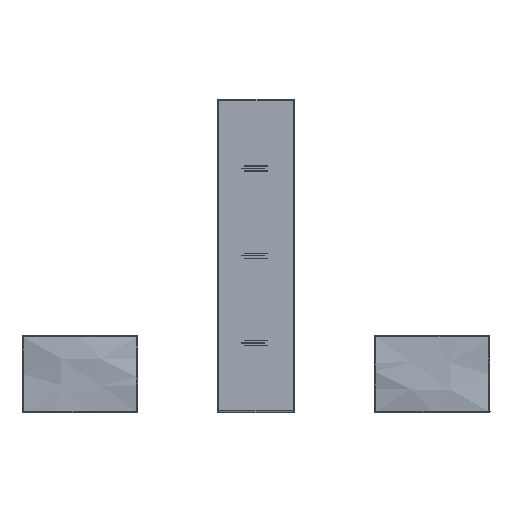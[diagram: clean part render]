
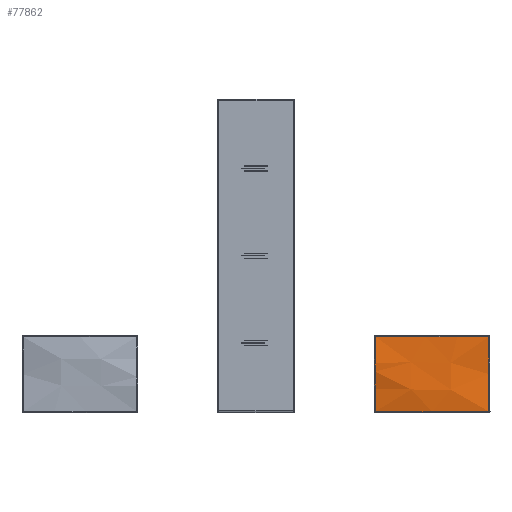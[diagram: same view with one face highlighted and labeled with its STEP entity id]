
A CAD part, top view. The second image highlights one B-rep face of the part: STEP entity #77862.
In plain terms, the highlighted free-form (B-spline) face has degree [3, 3] with [6, 6] control points.
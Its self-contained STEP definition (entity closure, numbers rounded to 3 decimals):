
#16833=B_SPLINE_SURFACE_WITH_KNOTS('',3,3,((#156036,#156037,#156038,#156039,
#156040,#156041),(#156042,#156043,#156044,#156045,#156046,#156047),(#156048,
#156049,#156050,#156051,#156052,#156053),(#156054,#156055,#156056,#156057,
#156058,#156059),(#156060,#156061,#156062,#156063,#156064,#156065),(#156066,
#156067,#156068,#156069,#156070,#156071)),.UNSPECIFIED.,.F.,.F.,.F.,(4,
1,1,4),(4,1,1,4),(0.,1.617,3.233,4.85),
(0.,2.483,4.967,7.45),.UNSPECIFIED.);
#21458=FACE_OUTER_BOUND('',#26117,.T.);
#26117=EDGE_LOOP('',(#67092,#67093,#67094,#67095));
#27845=B_SPLINE_CURVE_WITH_KNOTS('',3,(#155823,#155824,#155825,#155826,
#155827,#155828,#155829,#155830,#155831,#155832,#155833),.UNSPECIFIED.,
 .F.,.F.,(4,1,1,2,1,2,4),(-4.874,-4.366,-3.858,
-3.18,-2.477,-1.423,0.),.UNSPECIFIED.);
#27846=B_SPLINE_CURVE_WITH_KNOTS('',3,(#155878,#155879,#155880,#155881,
#155882,#155883,#155884,#155885),.UNSPECIFIED.,.F.,.F.,(4,2,2,4),(-7.362,
-4.888,-2.335,0.),.UNSPECIFIED.);
#27848=B_SPLINE_CURVE_WITH_KNOTS('',3,(#155951,#155952,#155953,#155954,
#155955,#155956,#155957,#155958,#155959,#155960),.UNSPECIFIED.,.F.,.F.,
(4,2,1,2,1,4),(-4.889,-3.442,-2.372,-1.658,
-0.663,0.),.UNSPECIFIED.);
#27850=B_SPLINE_CURVE_WITH_KNOTS('',3,(#156020,#156021,#156022,#156023,
#156024,#156025,#156026,#156027,#156028),.UNSPECIFIED.,.F.,.F.,(4,2,2,1,
4),(-7.363,-5.071,-2.48,-0.992,
0.),.UNSPECIFIED.);
#34933=VERTEX_POINT('',#155820);
#34934=VERTEX_POINT('',#155822);
#34936=VERTEX_POINT('',#155877);
#34939=VERTEX_POINT('',#155950);
#45662=EDGE_CURVE('',#34933,#34934,#27845,.T.);
#45665=EDGE_CURVE('',#34934,#34936,#27846,.T.);
#45670=EDGE_CURVE('',#34936,#34939,#27848,.T.);
#45675=EDGE_CURVE('',#34939,#34933,#27850,.T.);
#67092=ORIENTED_EDGE('',*,*,#45662,.F.);
#67093=ORIENTED_EDGE('',*,*,#45675,.F.);
#67094=ORIENTED_EDGE('',*,*,#45670,.F.);
#67095=ORIENTED_EDGE('',*,*,#45665,.F.);
#77862=ADVANCED_FACE('',(#21458),#16833,.T.);
#155820=CARTESIAN_POINT('',(-160.19,36.819,1.656));
#155822=CARTESIAN_POINT('',(-160.214,35.96,-46.788));
#155823=CARTESIAN_POINT('Ctrl Pts',(-160.19,36.819,
1.656));
#155824=CARTESIAN_POINT('Ctrl Pts',(-160.193,36.704,
-0.057));
#155825=CARTESIAN_POINT('Ctrl Pts',(-160.199,36.317,
-3.447));
#155826=CARTESIAN_POINT('Ctrl Pts',(-160.212,35.51,
-9.043));
#155827=CARTESIAN_POINT('Ctrl Pts',(-160.221,34.962,
-12.942));
#155828=CARTESIAN_POINT('Ctrl Pts',(-160.23,34.487,
-17.483));
#155829=CARTESIAN_POINT('Ctrl Pts',(-160.239,34.113,-23.286));
#155830=CARTESIAN_POINT('Ctrl Pts',(-160.238,34.395,
-29.101));
#155831=CARTESIAN_POINT('Ctrl Pts',(-160.228,35.117,
-37.288));
#155832=CARTESIAN_POINT('Ctrl Pts',(-160.216,35.765,
-42.003));
#155833=CARTESIAN_POINT('Ctrl Pts',(-160.214,35.96,
-46.788));
#155877=CARTESIAN_POINT('',(-86.667,35.982,-46.834));
#155878=CARTESIAN_POINT('Ctrl Pts',(-160.214,35.96,
-46.788));
#155879=CARTESIAN_POINT('Ctrl Pts',(-152.009,36.086,
-46.798));
#155880=CARTESIAN_POINT('Ctrl Pts',(-143.79,36.902,
-46.837));
#155881=CARTESIAN_POINT('Ctrl Pts',(-127.019,37.779,-46.889));
#155882=CARTESIAN_POINT('Ctrl Pts',(-118.467,37.82,
-46.904));
#155883=CARTESIAN_POINT('Ctrl Pts',(-102.153,36.938,
-46.876));
#155884=CARTESIAN_POINT('Ctrl Pts',(-94.406,36.121,
-46.837));
#155885=CARTESIAN_POINT('Ctrl Pts',(-86.667,35.982,-46.834));
#155950=CARTESIAN_POINT('',(-86.657,36.125,1.735));
#155951=CARTESIAN_POINT('Ctrl Pts',(-86.667,35.982,-46.834));
#155952=CARTESIAN_POINT('Ctrl Pts',(-86.659,35.858,
-41.989));
#155953=CARTESIAN_POINT('Ctrl Pts',(-86.642,35.516,
-37.194));
#155954=CARTESIAN_POINT('Ctrl Pts',(-86.648,36.401,
-28.978));
#155955=CARTESIAN_POINT('Ctrl Pts',(-86.668,37.773,
-23.208));
#155956=CARTESIAN_POINT('Ctrl Pts',(-86.684,38.361,
-17.163));
#155957=CARTESIAN_POINT('Ctrl Pts',(-86.686,38.198,
-11.334));
#155958=CARTESIAN_POINT('Ctrl Pts',(-86.674,37.247,-5.838));
#155959=CARTESIAN_POINT('Ctrl Pts',(-86.661,36.324,-0.426));
#155960=CARTESIAN_POINT('Ctrl Pts',(-86.657,36.125,
1.735));
#156020=CARTESIAN_POINT('Ctrl Pts',(-86.657,36.125,
1.735));
#156021=CARTESIAN_POINT('Ctrl Pts',(-94.299,36.119,
1.734));
#156022=CARTESIAN_POINT('Ctrl Pts',(-101.931,36.105,
1.708));
#156023=CARTESIAN_POINT('Ctrl Pts',(-118.107,37.135,
1.683));
#156024=CARTESIAN_POINT('Ctrl Pts',(-126.72,38.25,
1.686));
#156025=CARTESIAN_POINT('Ctrl Pts',(-140.422,38.122,
1.676));
#156026=CARTESIAN_POINT('Ctrl Pts',(-148.686,37.464,
1.665));
#156027=CARTESIAN_POINT('Ctrl Pts',(-156.908,36.891,
1.656));
#156028=CARTESIAN_POINT('Ctrl Pts',(-160.19,36.819,
1.656));
#156036=CARTESIAN_POINT('Ctrl Pts',(-162.078,36.,-49.288));
#156037=CARTESIAN_POINT('Ctrl Pts',(-153.801,36.,-49.288));
#156038=CARTESIAN_POINT('Ctrl Pts',(-134.965,37.674,-49.293));
#156039=CARTESIAN_POINT('Ctrl Pts',(-110.131,37.674,-49.293));
#156040=CARTESIAN_POINT('Ctrl Pts',(-92.825,36.,-49.326));
#156041=CARTESIAN_POINT('Ctrl Pts',(-84.547,36.,-49.326));
#156042=CARTESIAN_POINT('Ctrl Pts',(-162.078,36.,-43.899));
#156043=CARTESIAN_POINT('Ctrl Pts',(-153.801,36.,-43.899));
#156044=CARTESIAN_POINT('Ctrl Pts',(-134.965,37.674,-43.904));
#156045=CARTESIAN_POINT('Ctrl Pts',(-110.131,37.674,-43.904));
#156046=CARTESIAN_POINT('Ctrl Pts',(-92.825,36.,-43.937));
#156047=CARTESIAN_POINT('Ctrl Pts',(-84.547,36.,-43.937));
#156048=CARTESIAN_POINT('Ctrl Pts',(-162.078,34.322,-32.408));
#156049=CARTESIAN_POINT('Ctrl Pts',(-153.801,34.322,-32.408));
#156050=CARTESIAN_POINT('Ctrl Pts',(-134.965,41.145,-32.408));
#156051=CARTESIAN_POINT('Ctrl Pts',(-110.131,43.065,-32.408));
#156052=CARTESIAN_POINT('Ctrl Pts',(-93.139,34.742,-32.408));
#156053=CARTESIAN_POINT('Ctrl Pts',(-84.861,34.742,-32.408));
#156054=CARTESIAN_POINT('Ctrl Pts',(-162.078,33.842,-16.241));
#156055=CARTESIAN_POINT('Ctrl Pts',(-153.801,33.842,-16.241));
#156056=CARTESIAN_POINT('Ctrl Pts',(-134.965,40.185,-16.241));
#156057=CARTESIAN_POINT('Ctrl Pts',(-109.416,35.624,-15.486));
#156058=CARTESIAN_POINT('Ctrl Pts',(-92.737,40.32,-15.486));
#156059=CARTESIAN_POINT('Ctrl Pts',(-84.459,40.32,-15.486));
#156060=CARTESIAN_POINT('Ctrl Pts',(-162.113,36.891,-1.177));
#156061=CARTESIAN_POINT('Ctrl Pts',(-153.835,36.891,-1.177));
#156062=CARTESIAN_POINT('Ctrl Pts',(-134.965,39.346,-1.925));
#156063=CARTESIAN_POINT('Ctrl Pts',(-109.416,36.,
-1.17));
#156064=CARTESIAN_POINT('Ctrl Pts',(-92.827,36.,-1.176));
#156065=CARTESIAN_POINT('Ctrl Pts',(-84.549,36.,-1.176));
#156066=CARTESIAN_POINT('Ctrl Pts',(-162.113,36.891,4.212));
#156067=CARTESIAN_POINT('Ctrl Pts',(-153.835,36.891,4.212));
#156068=CARTESIAN_POINT('Ctrl Pts',(-134.965,39.346,3.464));
#156069=CARTESIAN_POINT('Ctrl Pts',(-109.416,36.,4.219));
#156070=CARTESIAN_POINT('Ctrl Pts',(-92.827,36.,4.213));
#156071=CARTESIAN_POINT('Ctrl Pts',(-84.549,36.,4.213));
